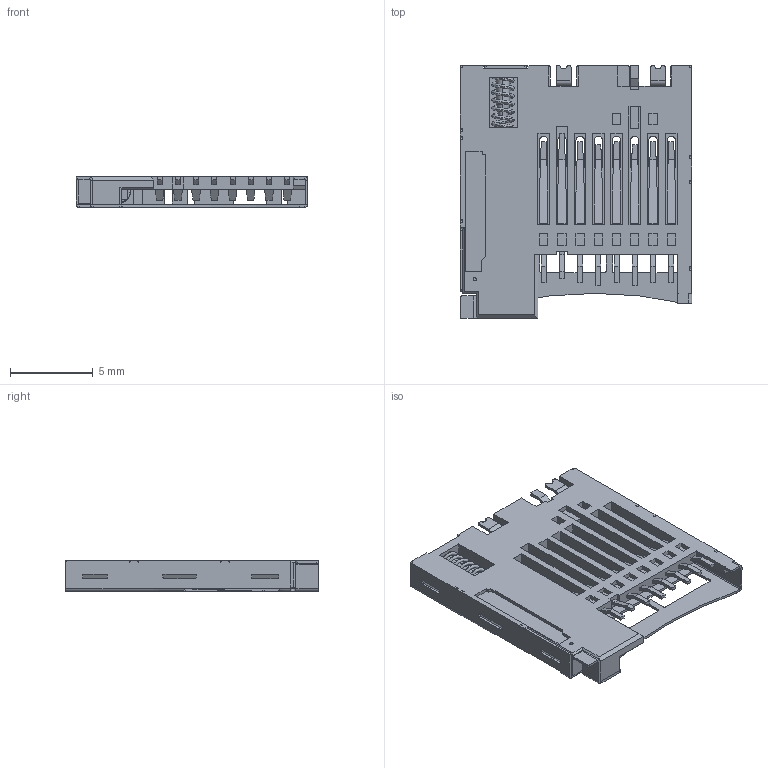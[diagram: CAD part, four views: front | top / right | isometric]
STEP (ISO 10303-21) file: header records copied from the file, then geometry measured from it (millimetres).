
FILE_DESCRIPTION (( 'STEP AP214' ), '1' );
FILE_NAME ('FCD407-6M-REF .STEP', '2025-05-12T09:15:44', ( '' ), ( '' ), 'SwSTEP 2.0', 'SolidWorks 2021', '' );
FILE_SCHEMA (( 'AUTOMOTIVE_DESIGN' ));
Length unit declared in the file: millimetre
Products named in the file (1): FCD407-6M-REF 
Bounding box: 14 x 15.25 x 1.86 mm (x, y, z)
Volume: 152.8 mm3; surface area: 986.2 mm2
Topology: 1 solids, 1 shells, 715 faces, 1964 edges, 1257 vertices
Faces by surface type: plane 578, cylinder 127, bspline 6, cone 4
Entity records: 26998 total; most frequent: CARTESIAN_POINT 8710, ORIENTED_EDGE 3928, DIRECTION 3530, EDGE_CURVE 1964, VECTOR 1630, LINE 1630, VERTEX_POINT 1257, AXIS2_PLACEMENT_3D 950
